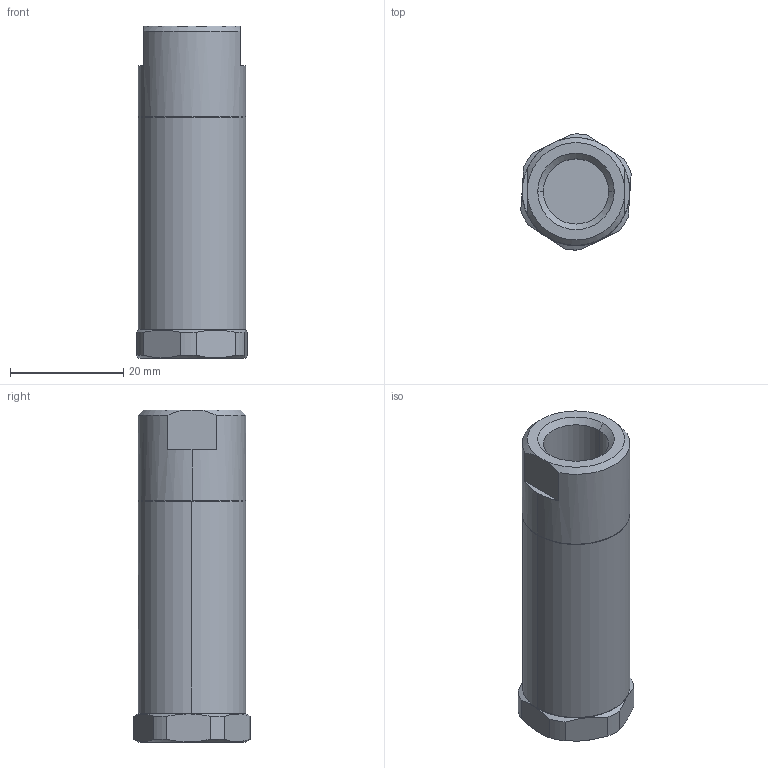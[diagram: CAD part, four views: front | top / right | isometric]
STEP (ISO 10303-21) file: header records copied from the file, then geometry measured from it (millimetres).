
FILE_DESCRIPTION (( 'STEP AP214' ), '1' );
FILE_NAME ('1711253 Toolreg 1-4 2bar ig-ig.STEP', '2021-10-22T05:46:01', ( '' ), ( '' ), 'SwSTEP 2.0', 'SolidWorks 2021', '' );
FILE_SCHEMA (( 'AUTOMOTIVE_DESIGN' ));
Length unit declared in the file: millimetre
Products named in the file (1): 1711253 Toolreg 1-4 2bar ig-ig
Bounding box: 19.47 x 20.5 x 58.6 mm (x, y, z)
Volume: 14261.9 mm3; surface area: 4880.5 mm2
Topology: 1 solids, 1 shells, 47 faces, 112 edges, 72 vertices
Faces by surface type: cylinder 17, plane 16, cone 14
Entity records: 2010 total; most frequent: CARTESIAN_POINT 404, DIRECTION 230, ORIENTED_EDGE 224, EDGE_CURVE 112, AXIS2_PLACEMENT_3D 94, VERTEX_POINT 72, EDGE_LOOP 52, FACE_OUTER_BOUND 47
